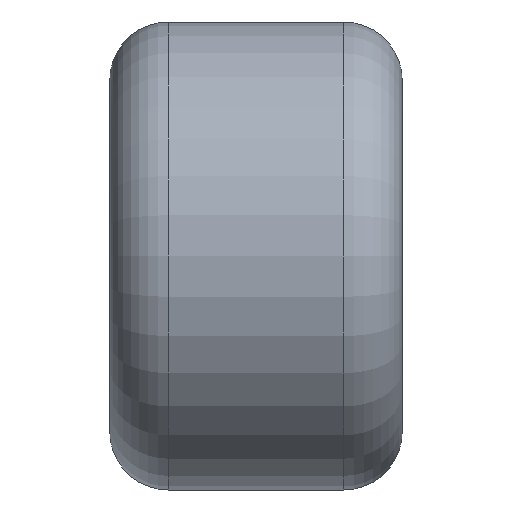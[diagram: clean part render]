
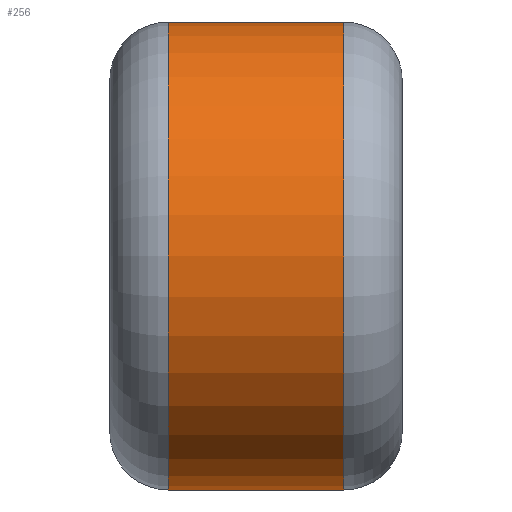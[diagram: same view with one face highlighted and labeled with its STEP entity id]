
A CAD part, left-side view. The second image highlights one B-rep face of the part: STEP entity #256.
In plain terms, the highlighted cylindrical face has radius 4 mm (diameter 8 mm), a partial arc.
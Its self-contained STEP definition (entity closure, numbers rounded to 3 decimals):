
#42=FACE_OUTER_BOUND('',#62,.T.);
#62=EDGE_LOOP('',(#229,#230,#231,#232));
#69=LINE('',#428,#83);
#74=LINE('',#455,#88);
#83=VECTOR('',#345,10.);
#88=VECTOR('',#380,10.);
#94=CIRCLE('',#276,4.);
#108=CIRCLE('',#299,4.);
#114=VERTEX_POINT('',#402);
#116=VERTEX_POINT('',#407);
#121=VERTEX_POINT('',#427);
#125=VERTEX_POINT('',#437);
#136=EDGE_CURVE('',#116,#114,#94,.T.);
#146=EDGE_CURVE('',#114,#121,#69,.T.);
#159=EDGE_CURVE('',#121,#125,#108,.T.);
#160=EDGE_CURVE('',#116,#125,#74,.T.);
#229=ORIENTED_EDGE('',*,*,#136,.F.);
#230=ORIENTED_EDGE('',*,*,#160,.T.);
#231=ORIENTED_EDGE('',*,*,#159,.F.);
#232=ORIENTED_EDGE('',*,*,#146,.F.);
#240=CYLINDRICAL_SURFACE('',#306,4.);
#256=ADVANCED_FACE('',(#42),#240,.T.);
#276=AXIS2_PLACEMENT_3D('',#409,#321,#322);
#299=AXIS2_PLACEMENT_3D('',#453,#376,#377);
#306=AXIS2_PLACEMENT_3D('',#465,#393,#394);
#321=DIRECTION('center_axis',(0.,-1.,0.));
#322=DIRECTION('ref_axis',(-1.,0.,0.));
#345=DIRECTION('',(0.,1.,0.));
#376=DIRECTION('center_axis',(0.,1.,0.));
#377=DIRECTION('ref_axis',(-1.,0.,0.));
#380=DIRECTION('',(0.,1.,0.));
#393=DIRECTION('center_axis',(0.,1.,0.));
#394=DIRECTION('ref_axis',(0.,0.,-1.));
#402=CARTESIAN_POINT('',(0.,1.,-8.));
#407=CARTESIAN_POINT('',(0.,1.,0.));
#409=CARTESIAN_POINT('Origin',(0.,1.,-4.));
#427=CARTESIAN_POINT('',(0.,4.,-8.));
#428=CARTESIAN_POINT('',(0.,0.,-8.));
#437=CARTESIAN_POINT('',(0.,4.,0.));
#453=CARTESIAN_POINT('Origin',(0.,4.,-4.));
#455=CARTESIAN_POINT('',(0.,0.,0.));
#465=CARTESIAN_POINT('Origin',(0.,0.,-4.));
